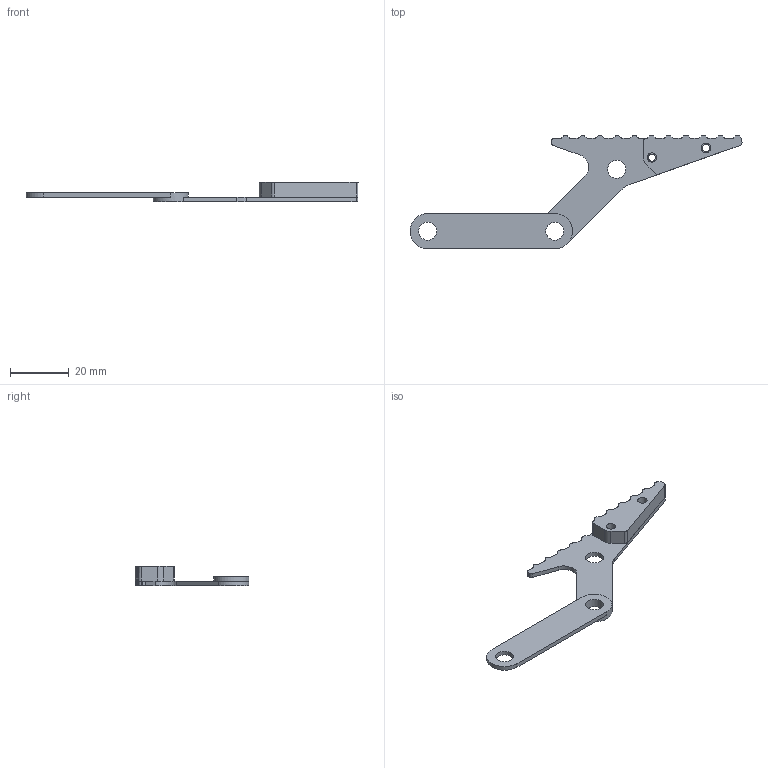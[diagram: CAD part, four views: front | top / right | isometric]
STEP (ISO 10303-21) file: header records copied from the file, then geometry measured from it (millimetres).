
FILE_DESCRIPTION(/* description */ (''),/* implementation_level */ '2;1');
FILE_NAME(/* name */ 'right_claw v3.step',/* time_stamp */ '2023-03-27T17:47:21+05:30',/* author */ (''),/* organization */ (''),/* preprocessor_version */ 'ST-DEVELOPER v19.2',/* originating_system */ 'Autodesk Translation Framework v11.17.0.187',/* authorisation */ '');
FILE_SCHEMA (('AUTOMOTIVE_DESIGN { 1 0 10303 214 3 1 1 }'));
Length unit declared in the file: millimetre
Products named in the file (4): right_claw; 夹头从动臂; 夹头末端; 夹头末端加强
Assembly tree (3 placements, depth 2):
  right_claw
    夹头从动臂
    夹头末端
    夹头末端加强
Bounding box: 112.8 x 38.63 x 6.5 mm (x, y, z)
Volume: 3485.5 mm3; surface area: 3943.5 mm2
Topology: 1 solids, 1 shells, 136 faces, 394 edges, 262 vertices
Faces by surface type: plane 69, cylinder 67
Full cylindrical faces by diameter (mm): 2.4 x2, 3.2 x2, 6.12 x3
Entity records: 4661 total; most frequent: DIRECTION 817, CARTESIAN_POINT 799, ORIENTED_EDGE 788, EDGE_CURVE 394, AXIS2_PLACEMENT_3D 280, VERTEX_POINT 262, LINE 257, VECTOR 257
